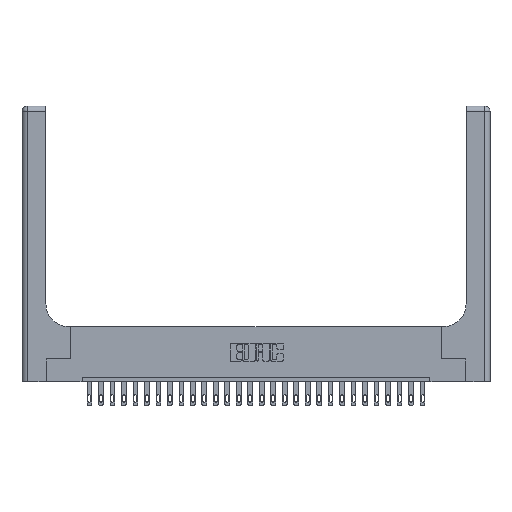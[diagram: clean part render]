
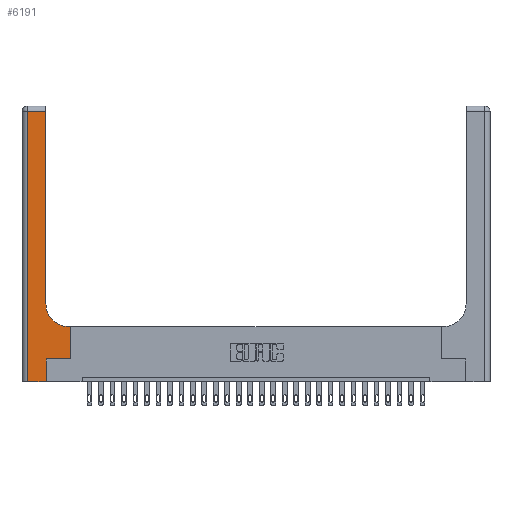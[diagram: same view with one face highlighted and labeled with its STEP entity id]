
A CAD part, top view. The second image highlights one B-rep face of the part: STEP entity #6191.
In plain terms, the highlighted planar face has unit normal (0, 0, 1).
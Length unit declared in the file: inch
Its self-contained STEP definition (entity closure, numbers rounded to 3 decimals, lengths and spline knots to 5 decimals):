
#93 = EDGE_CURVE ( 'NONE', #4436, #21485, #2935, .T. ) ;
#311 = EDGE_CURVE ( 'NONE', #21485, #10164, #15712, .T. ) ;
#570 = VECTOR ( 'NONE', #6387, 39.37008 ) ;
#692 = EDGE_LOOP ( 'NONE', ( #19587, #6526, #20442, #11706, #10222, #11298, #15128, #10600, #4066 ) ) ;
#1570 = DIRECTION ( 'NONE',  ( 0., 0., -1. ) ) ;
#2729 = EDGE_CURVE ( 'NONE', #10164, #14535, #8125, .T. ) ;
#2830 = VECTOR ( 'NONE', #23039, 39.37008 ) ;
#2935 = LINE ( 'NONE', #10873, #11403 ) ;
#3479 = DIRECTION ( 'NONE',  ( 0., -1., 0. ) ) ;
#3618 = DIRECTION ( 'NONE',  ( -1., 0., 0. ) ) ;
#4028 = VECTOR ( 'NONE', #15534, 39.37008 ) ;
#4066 = ORIENTED_EDGE ( 'NONE', *, *, #11675, .T. ) ;
#4335 = DIRECTION ( 'NONE',  ( -1., 0., 0. ) ) ;
#4436 = VERTEX_POINT ( 'NONE', #21714 ) ;
#5198 = VECTOR ( 'NONE', #3618, 39.37008 ) ;
#5708 = CIRCLE ( 'NONE', #10672, 0.25 ) ;
#6191 = ADVANCED_FACE ( 'NONE', ( #24547 ), #8229, .F. ) ;
#6387 = DIRECTION ( 'NONE',  ( 0., 1., 0. ) ) ;
#6526 = ORIENTED_EDGE ( 'NONE', *, *, #22463, .T. ) ;
#7002 = CARTESIAN_POINT ( 'NONE',  ( 0., 2.94, 0.37 ) ) ;
#7116 = CARTESIAN_POINT ( 'NONE',  ( 0., 0., 0.37 ) ) ;
#7800 = CARTESIAN_POINT ( 'NONE',  ( 0.51, 0.85, 0.37 ) ) ;
#8125 = LINE ( 'NONE', #14517, #15290 ) ;
#8173 = VERTEX_POINT ( 'NONE', #22415 ) ;
#8229 = PLANE ( 'NONE',  #13736 ) ;
#9083 = LINE ( 'NONE', #7002, #5198 ) ;
#9698 = DIRECTION ( 'NONE',  ( 0., 1., 0. ) ) ;
#9858 = EDGE_CURVE ( 'NONE', #14389, #15649, #23296, .T. ) ;
#10164 = VERTEX_POINT ( 'NONE', #22240 ) ;
#10222 = ORIENTED_EDGE ( 'NONE', *, *, #11661, .T. ) ;
#10480 = CARTESIAN_POINT ( 'NONE',  ( 0.06, 0., 0.37 ) ) ;
#10600 = ORIENTED_EDGE ( 'NONE', *, *, #2729, .T. ) ;
#10672 = AXIS2_PLACEMENT_3D ( 'NONE', #7800, #1570, #17626 ) ;
#10873 = CARTESIAN_POINT ( 'NONE',  ( 0.265, 0.25, 0.37 ) ) ;
#11171 = VECTOR ( 'NONE', #3479, 39.37008 ) ;
#11298 = ORIENTED_EDGE ( 'NONE', *, *, #93, .T. ) ;
#11403 = VECTOR ( 'NONE', #22888, 39.37008 ) ;
#11421 = CARTESIAN_POINT ( 'NONE',  ( 0.06, 3., 0.37 ) ) ;
#11467 = CARTESIAN_POINT ( 'NONE',  ( 0.265, 0., 0.37 ) ) ;
#11661 = EDGE_CURVE ( 'NONE', #23608, #4436, #17235, .T. ) ;
#11675 = EDGE_CURVE ( 'NONE', #14535, #8173, #5708, .T. ) ;
#11706 = ORIENTED_EDGE ( 'NONE', *, *, #14692, .T. ) ;
#13434 = CARTESIAN_POINT ( 'NONE',  ( 0.06, 2.94, 0.37 ) ) ;
#13736 = AXIS2_PLACEMENT_3D ( 'NONE', #16465, #18427, #4335 ) ;
#14389 = VERTEX_POINT ( 'NONE', #13434 ) ;
#14517 = CARTESIAN_POINT ( 'NONE',  ( 0.26, 0.6, 0.37 ) ) ;
#14535 = VERTEX_POINT ( 'NONE', #23869 ) ;
#14692 = EDGE_CURVE ( 'NONE', #15649, #23608, #18876, .T. ) ;
#15128 = ORIENTED_EDGE ( 'NONE', *, *, #311, .T. ) ;
#15290 = VECTOR ( 'NONE', #18314, 39.37008 ) ;
#15534 = DIRECTION ( 'NONE',  ( 0., 1., 0. ) ) ;
#15541 = VERTEX_POINT ( 'NONE', #19392 ) ;
#15649 = VERTEX_POINT ( 'NONE', #10480 ) ;
#15712 = LINE ( 'NONE', #23660, #19764 ) ;
#16465 = CARTESIAN_POINT ( 'NONE',  ( 0., 3., 0.37 ) ) ;
#17235 = LINE ( 'NONE', #11467, #4028 ) ;
#17626 = DIRECTION ( 'NONE',  ( 1., 0., 0. ) ) ;
#17824 = CARTESIAN_POINT ( 'NONE',  ( 0.265, 0., 0.37 ) ) ;
#18314 = DIRECTION ( 'NONE',  ( -1., 0., 0. ) ) ;
#18427 = DIRECTION ( 'NONE',  ( 0., 0., -1. ) ) ;
#18529 = CARTESIAN_POINT ( 'NONE',  ( 0.26, 3., 0.37 ) ) ;
#18876 = LINE ( 'NONE', #7116, #2830 ) ;
#19330 = EDGE_CURVE ( 'NONE', #8173, #15541, #24274, .T. ) ;
#19392 = CARTESIAN_POINT ( 'NONE',  ( 0.26, 2.94, 0.37 ) ) ;
#19587 = ORIENTED_EDGE ( 'NONE', *, *, #19330, .T. ) ;
#19764 = VECTOR ( 'NONE', #9698, 39.37008 ) ;
#20442 = ORIENTED_EDGE ( 'NONE', *, *, #9858, .T. ) ;
#21485 = VERTEX_POINT ( 'NONE', #24217 ) ;
#21714 = CARTESIAN_POINT ( 'NONE',  ( 0.265, 0.25, 0.37 ) ) ;
#22240 = CARTESIAN_POINT ( 'NONE',  ( 0.528, 0.6, 0.37 ) ) ;
#22415 = CARTESIAN_POINT ( 'NONE',  ( 0.26, 0.85, 0.37 ) ) ;
#22463 = EDGE_CURVE ( 'NONE', #15541, #14389, #9083, .T. ) ;
#22888 = DIRECTION ( 'NONE',  ( 1., 0., 0. ) ) ;
#23039 = DIRECTION ( 'NONE',  ( 1., 0., 0. ) ) ;
#23296 = LINE ( 'NONE', #11421, #11171 ) ;
#23608 = VERTEX_POINT ( 'NONE', #17824 ) ;
#23660 = CARTESIAN_POINT ( 'NONE',  ( 0.528, 0.25, 0.37 ) ) ;
#23869 = CARTESIAN_POINT ( 'NONE',  ( 0.51, 0.6, 0.37 ) ) ;
#24217 = CARTESIAN_POINT ( 'NONE',  ( 0.528, 0.25, 0.37 ) ) ;
#24274 = LINE ( 'NONE', #18529, #570 ) ;
#24547 = FACE_OUTER_BOUND ( 'NONE', #692, .T. ) ;
